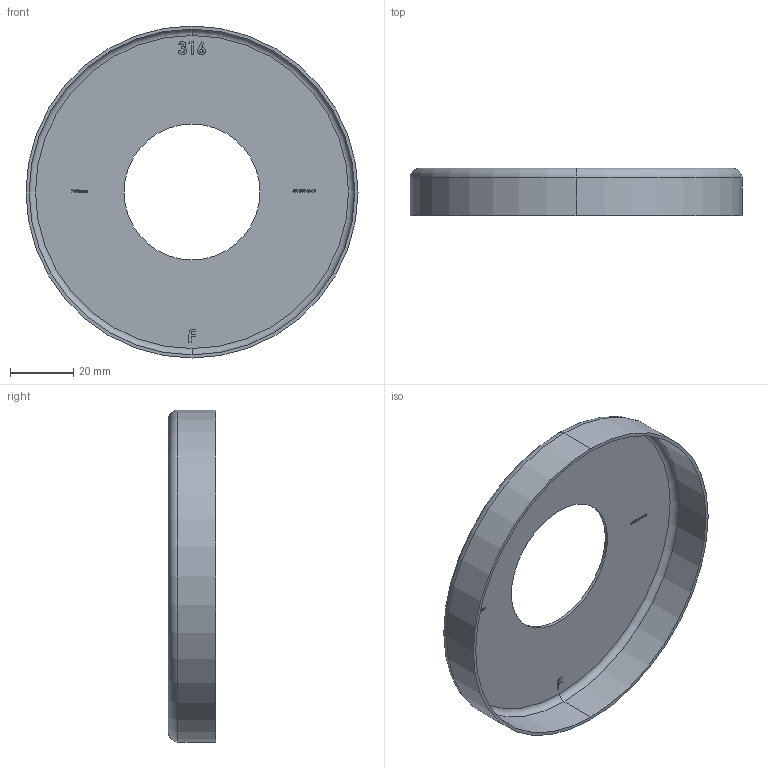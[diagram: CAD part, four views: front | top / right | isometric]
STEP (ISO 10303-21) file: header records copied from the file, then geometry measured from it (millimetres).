
FILE_DESCRIPTION (( 'STEP AP203' ), '1' );
FILE_NAME ('50152-V4A-15.step', '2020-11-05T12:44:38', ( '' ), ( '' ), 'SwSTEP 2.0', 'SolidWorks 2018', '' );
FILE_SCHEMA (( 'CONFIG_CONTROL_DESIGN' ));
Length unit declared in the file: millimetre
Products named in the file (2): 50152-V4A-15
Bounding box: 105 x 15 x 105 mm (x, y, z)
Volume: 11425.3 mm3; surface area: 23330.6 mm2
Topology: 1 solids, 1 shells, 305 faces, 809 edges, 538 vertices
Faces by surface type: plane 185, bspline 110, cylinder 6, torus 4
Entity records: 15410 total; most frequent: CARTESIAN_POINT 8404, ORIENTED_EDGE 1618, DIRECTION 1003, EDGE_CURVE 809, VECTOR 569, LINE 569, VERTEX_POINT 538, EDGE_LOOP 339
